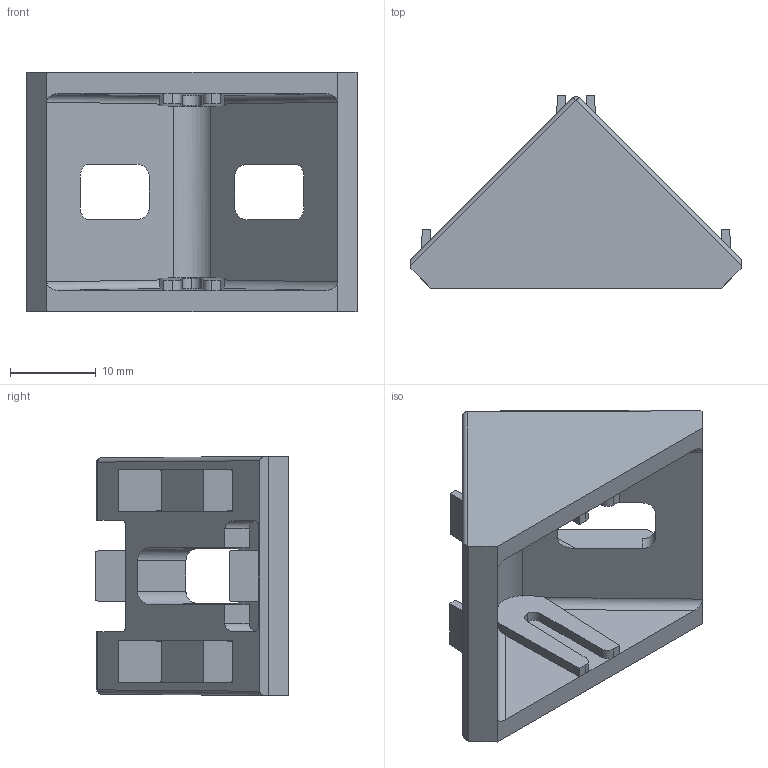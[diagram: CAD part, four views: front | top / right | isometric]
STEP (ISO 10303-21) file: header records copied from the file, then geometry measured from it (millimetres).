
FILE_DESCRIPTION (( 'STEP AP214' ), '1' );
FILE_NAME ('093w301n06.STEP', '2014-08-28T10:26:39', ( '' ), ( '' ), 'SwSTEP 2.0', 'SolidWorks 2014', '' );
FILE_SCHEMA (( 'AUTOMOTIVE_DESIGN' ));
Length unit declared in the file: millimetre
Products named in the file (1): 093w301n06
Bounding box: 38.6 x 22.57 x 28 mm (x, y, z)
Volume: 5963.2 mm3; surface area: 5084.7 mm2
Topology: 1 solids, 1 shells, 147 faces, 396 edges, 257 vertices
Faces by surface type: plane 107, cylinder 36, bspline 4
Entity records: 6223 total; most frequent: CARTESIAN_POINT 1054, ORIENTED_EDGE 788, DIRECTION 649, EDGE_CURVE 394, VECTOR 303, LINE 303, VERTEX_POINT 257, AXIS2_PLACEMENT_3D 173
